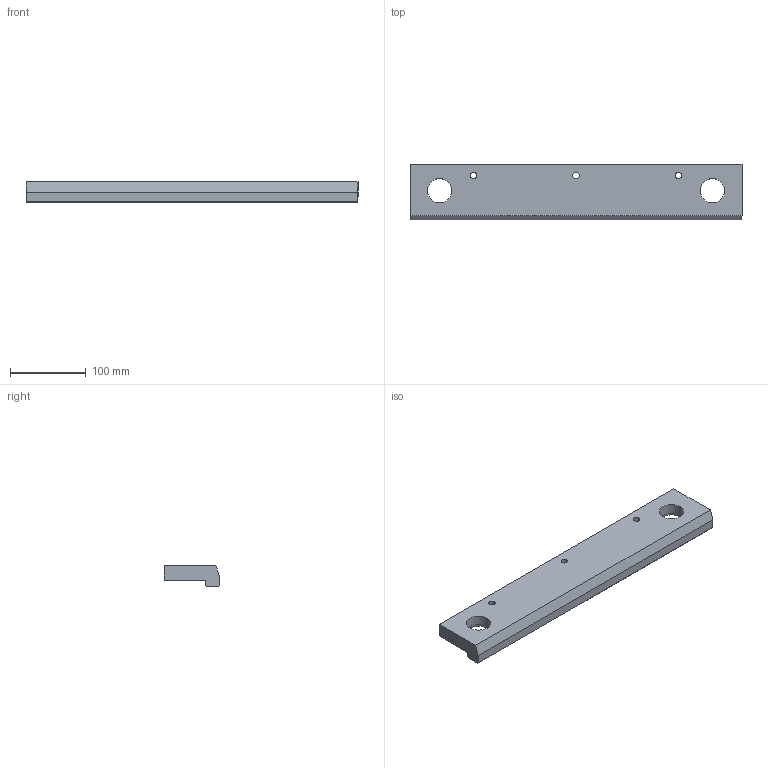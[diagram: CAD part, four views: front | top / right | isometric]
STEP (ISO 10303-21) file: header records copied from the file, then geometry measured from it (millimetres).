
FILE_DESCRIPTION(('STEP AP203'),'1');
FILE_NAME('Listwa zamkowa 1.stp','2018-10-18T09:59:24',(' '),(' '),'Spatial InterOp 3D',' ',' ');
FILE_SCHEMA(('CONFIG_CONTROL_DESIGN'));
Length unit declared in the file: millimetre
Products named in the file (1): 1
Bounding box: 438 x 73 x 26.69 mm (x, y, z)
Volume: 608019.4 mm3; surface area: 91907.2 mm2
Topology: 1 solids, 1 shells, 43 faces, 103 edges, 64 vertices
Faces by surface type: cylinder 22, plane 13, cone 8
Entity records: 1325 total; most frequent: CARTESIAN_POINT 251, DIRECTION 223, ORIENTED_EDGE 198, EDGE_CURVE 99, AXIS2_PLACEMENT_3D 84, VERTEX_POINT 64, EDGE_LOOP 59, LINE 55
